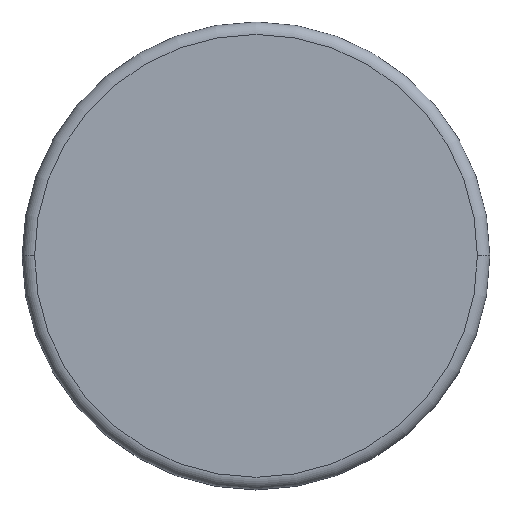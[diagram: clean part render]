
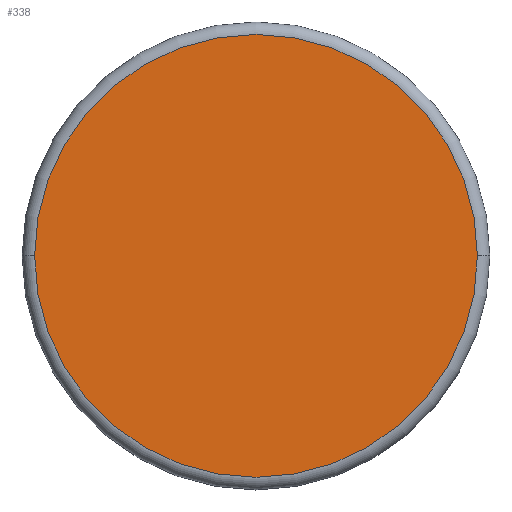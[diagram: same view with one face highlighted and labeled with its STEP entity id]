
A CAD part, top view. The second image highlights one B-rep face of the part: STEP entity #338.
In plain terms, the highlighted planar face has unit normal (0, 0, 1).
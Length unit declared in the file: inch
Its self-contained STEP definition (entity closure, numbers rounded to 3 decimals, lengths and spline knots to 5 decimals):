
#237=AXIS2_PLACEMENT_3D('Circle Axis2P3D',#235,#236,$) ;
#302=AXIS2_PLACEMENT_3D('Circle Axis2P3D',#300,#301,$) ;
#332=AXIS2_PLACEMENT_3D('Plane Axis2P3D',#329,#330,#331) ;
#225=CARTESIAN_POINT('Vertex',(0.71,0.,0.5)) ;
#232=CARTESIAN_POINT('Vertex',(-0.71,0.,0.5)) ;
#235=CARTESIAN_POINT('Axis2P3D Location',(0.,0.,0.5)) ;
#300=CARTESIAN_POINT('Axis2P3D Location',(0.,0.,0.5)) ;
#329=CARTESIAN_POINT('Axis2P3D Location',(0.,0.,0.5)) ;
#236=DIRECTION('Axis2P3D Direction',(-0.,0.,1.)) ;
#301=DIRECTION('Axis2P3D Direction',(0.,-0.,1.)) ;
#330=DIRECTION('Axis2P3D Direction',(0.,0.,1.)) ;
#331=DIRECTION('Axis2P3D XDirection',(1.,0.,0.)) ;
#335=ORIENTED_EDGE('',*,*,#304,.T.) ;
#336=ORIENTED_EDGE('',*,*,#239,.T.) ;
#338=ADVANCED_FACE('MASTER MODEL',(#337),#333,.T.) ;
#238=CIRCLE('generated circle',#237,0.71) ;
#303=CIRCLE('generated circle',#302,0.71) ;
#239=EDGE_CURVE('',#226,#233,#238,.T.) ;
#304=EDGE_CURVE('',#233,#226,#303,.T.) ;
#334=EDGE_LOOP('',(#335,#336)) ;
#337=FACE_OUTER_BOUND('',#334,.T.) ;
#333=PLANE('',#332) ;
#226=VERTEX_POINT('',#225) ;
#233=VERTEX_POINT('',#232) ;
